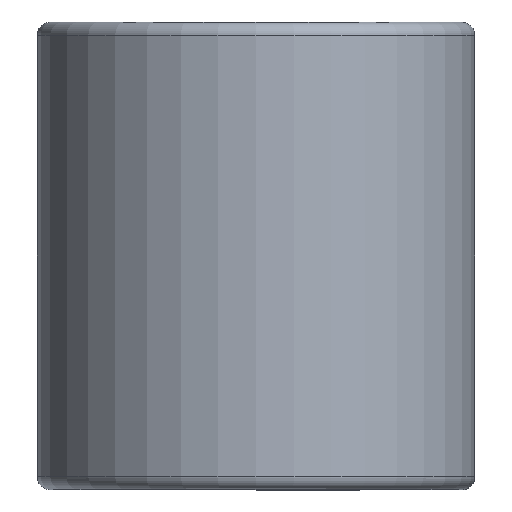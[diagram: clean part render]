
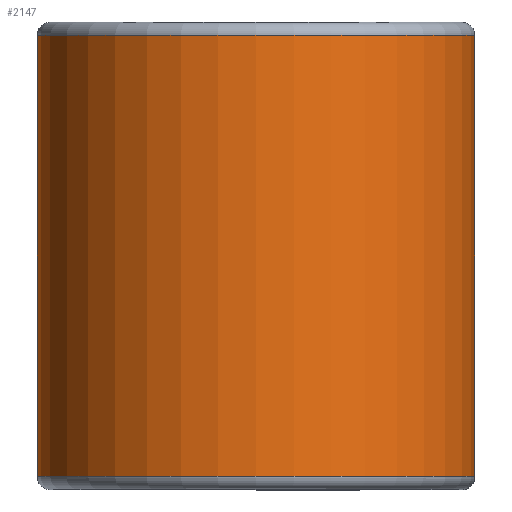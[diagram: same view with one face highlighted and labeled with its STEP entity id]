
A CAD part, top view. The second image highlights one B-rep face of the part: STEP entity #2147.
In plain terms, the highlighted cylindrical face has radius 12.636 mm (diameter 25.273 mm), a partial arc.
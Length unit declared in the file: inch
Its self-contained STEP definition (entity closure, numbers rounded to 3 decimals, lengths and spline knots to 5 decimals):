
#125 = ORIENTED_EDGE ( 'NONE', *, *, #1440, .T. ) ;
#187 = FACE_OUTER_BOUND ( 'NONE', #1503, .T. ) ;
#196 = CARTESIAN_POINT ( 'NONE',  ( 0.4975, 0.50125, 0. ) ) ;
#333 = DIRECTION ( 'NONE',  ( 0., -1., 0. ) ) ;
#337 = CARTESIAN_POINT ( 'NONE',  ( 0., 0.50125, 0. ) ) ;
#385 = AXIS2_PLACEMENT_3D ( 'NONE', #337, #1642, #533 ) ;
#426 = DIRECTION ( 'NONE',  ( 0., -1., 0. ) ) ;
#462 = VERTEX_POINT ( 'NONE', #1268 ) ;
#481 = AXIS2_PLACEMENT_3D ( 'NONE', #1453, #333, #1288 ) ;
#533 = DIRECTION ( 'NONE',  ( 0., 0., -1. ) ) ;
#648 = CIRCLE ( 'NONE', #385, 0.4975 ) ;
#654 = VECTOR ( 'NONE', #1478, 39.37008 ) ;
#760 = LINE ( 'NONE', #196, #654 ) ;
#803 = VECTOR ( 'NONE', #1583, 39.37008 ) ;
#1202 = ORIENTED_EDGE ( 'NONE', *, *, #1951, .F. ) ;
#1268 = CARTESIAN_POINT ( 'NONE',  ( 0., 0.50125, -0.4975 ) ) ;
#1282 = CIRCLE ( 'NONE', #1809, 0.4975 ) ;
#1288 = DIRECTION ( 'NONE',  ( 0., 0., -1. ) ) ;
#1324 = EDGE_CURVE ( 'NONE', #1532, #462, #648, .T. ) ;
#1350 = VERTEX_POINT ( 'NONE', #2157 ) ;
#1357 = CARTESIAN_POINT ( 'NONE',  ( 0.4975, 0.50125, 0. ) ) ;
#1391 = CYLINDRICAL_SURFACE ( 'NONE', #481, 0.4975 ) ;
#1405 = CARTESIAN_POINT ( 'NONE',  ( 0., 0.50125, -0.4975 ) ) ;
#1440 = EDGE_CURVE ( 'NONE', #2149, #1532, #760, .T. ) ;
#1453 = CARTESIAN_POINT ( 'NONE',  ( 0., 0.5, 0. ) ) ;
#1464 = CARTESIAN_POINT ( 'NONE',  ( 0.4975, -0.50125, 0. ) ) ;
#1478 = DIRECTION ( 'NONE',  ( 0., 1., 0. ) ) ;
#1503 = EDGE_LOOP ( 'NONE', ( #125, #1816, #1202, #1847 ) ) ;
#1519 = EDGE_CURVE ( 'NONE', #2149, #1350, #1282, .T. ) ;
#1532 = VERTEX_POINT ( 'NONE', #1357 ) ;
#1538 = CARTESIAN_POINT ( 'NONE',  ( 0., -0.50125, 0. ) ) ;
#1583 = DIRECTION ( 'NONE',  ( 0., 1., 0. ) ) ;
#1642 = DIRECTION ( 'NONE',  ( 0., -1., 0. ) ) ;
#1709 = DIRECTION ( 'NONE',  ( 0., 0., -1. ) ) ;
#1769 = LINE ( 'NONE', #1405, #803 ) ;
#1809 = AXIS2_PLACEMENT_3D ( 'NONE', #1538, #426, #1709 ) ;
#1816 = ORIENTED_EDGE ( 'NONE', *, *, #1324, .T. ) ;
#1847 = ORIENTED_EDGE ( 'NONE', *, *, #1519, .F. ) ;
#1951 = EDGE_CURVE ( 'NONE', #1350, #462, #1769, .T. ) ;
#2147 = ADVANCED_FACE ( 'NONE', ( #187 ), #1391, .T. ) ;
#2149 = VERTEX_POINT ( 'NONE', #1464 ) ;
#2157 = CARTESIAN_POINT ( 'NONE',  ( 0., -0.50125, -0.4975 ) ) ;
